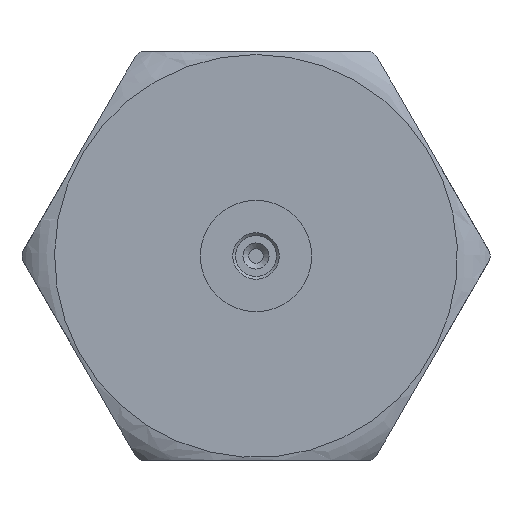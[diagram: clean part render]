
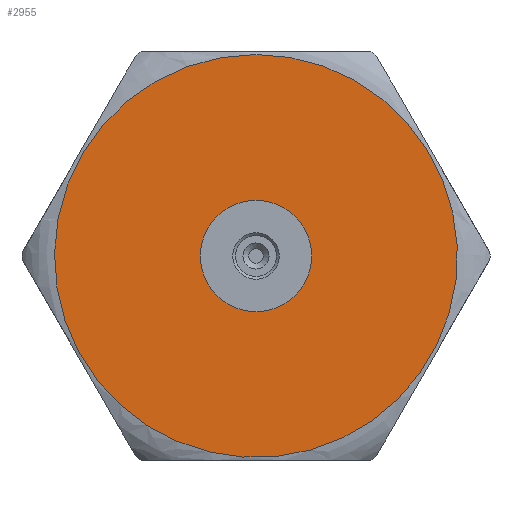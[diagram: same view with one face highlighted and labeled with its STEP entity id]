
A CAD part, left-side view. The second image highlights one B-rep face of the part: STEP entity #2955.
In plain terms, the highlighted planar face has unit normal (-1, 0, 0).
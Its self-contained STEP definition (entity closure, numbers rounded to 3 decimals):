
#804=ORIENTED_EDGE('',*,*,#1589,.F.);
#805=ORIENTED_EDGE('',*,*,#1588,.F.);
#1588=EDGE_CURVE('',#1959,#1959,#2185,.F.);
#1589=EDGE_CURVE('',#1960,#1960,#2186,.T.);
#1959=VERTEX_POINT('',#11794);
#1960=VERTEX_POINT('',#11797);
#2185=CIRCLE('',#3262,5.424);
#2186=CIRCLE('',#3264,1.5);
#2345=EDGE_LOOP('',(#804));
#2346=EDGE_LOOP('',(#805));
#2610=FACE_BOUND('',#2345,.T.);
#2611=FACE_BOUND('',#2346,.T.);
#2851=PLANE('',#3263);
#2955=ADVANCED_FACE('',(#2610,#2611),#2851,.T.);
#3262=AXIS2_PLACEMENT_3D('',#11793,#3712,#3713);
#3263=AXIS2_PLACEMENT_3D('',#11795,#3714,#3715);
#3264=AXIS2_PLACEMENT_3D('',#11796,#3716,#3717);
#3712=DIRECTION('',(-1.,0.,0.));
#3713=DIRECTION('',(0.,0.,1.));
#3714=DIRECTION('',(-1.,0.,0.));
#3715=DIRECTION('',(0.,0.,1.));
#3716=DIRECTION('',(-1.,0.,0.));
#3717=DIRECTION('',(0.,0.,1.));
#11793=CARTESIAN_POINT('',(-2.2,0.,0.));
#11794=CARTESIAN_POINT('',(-2.2,0.,5.424));
#11795=CARTESIAN_POINT('',(-2.2,0.,0.));
#11796=CARTESIAN_POINT('',(-2.2,0.,0.));
#11797=CARTESIAN_POINT('',(-2.2,0.,1.5));
